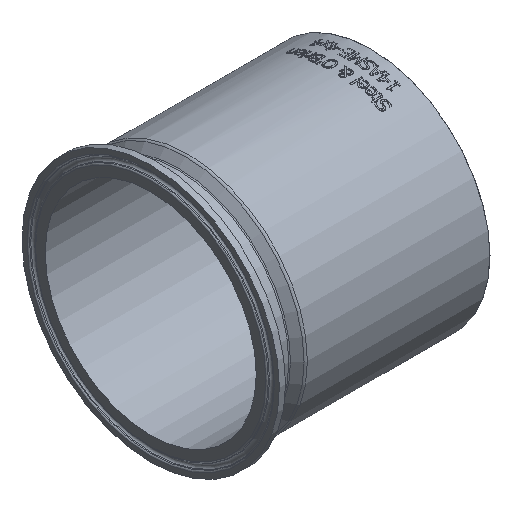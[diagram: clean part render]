
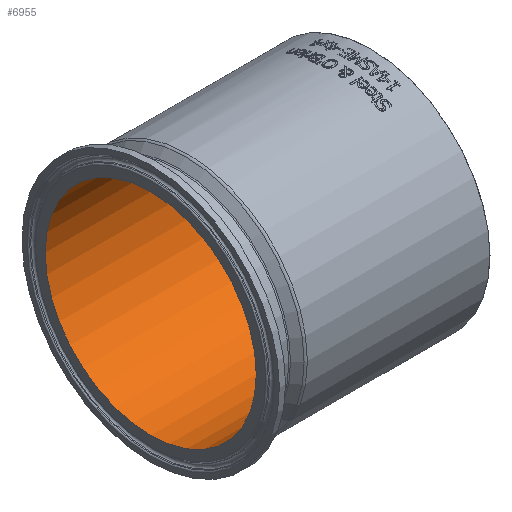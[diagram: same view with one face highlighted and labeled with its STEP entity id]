
A CAD part, isometric view. The second image highlights one B-rep face of the part: STEP entity #6955.
In plain terms, the highlighted cylindrical face has radius 48.768 mm (diameter 97.536 mm), a full revolution.
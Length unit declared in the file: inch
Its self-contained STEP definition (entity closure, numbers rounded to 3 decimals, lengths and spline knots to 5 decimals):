
#947=LINE('',#14988,#1423);
#1423=VECTOR('',#9044,1.92);
#1991=FACE_OUTER_BOUND('',#2409,.T.);
#2409=EDGE_LOOP('',(#6487,#6488,#6489,#6490,#6491,#6492,#6493));
#2597=CIRCLE('',#7449,1.92);
#2598=CIRCLE('',#7450,1.92);
#2633=CIRCLE('',#7497,1.92);
#2634=CIRCLE('',#7498,1.92);
#2638=CIRCLE('',#7502,1.92);
#3362=VERTEX_POINT('',#14886);
#3363=VERTEX_POINT('',#14887);
#3394=VERTEX_POINT('',#14971);
#3395=VERTEX_POINT('',#14972);
#3396=VERTEX_POINT('',#14974);
#4386=EDGE_CURVE('',#3362,#3363,#2597,.T.);
#4387=EDGE_CURVE('',#3363,#3362,#2598,.T.);
#4427=EDGE_CURVE('',#3394,#3395,#2633,.T.);
#4428=EDGE_CURVE('',#3395,#3396,#2634,.T.);
#4432=EDGE_CURVE('',#3396,#3394,#2638,.T.);
#4435=EDGE_CURVE('',#3395,#3363,#947,.T.);
#6487=ORIENTED_EDGE('',*,*,#4427,.F.);
#6488=ORIENTED_EDGE('',*,*,#4432,.F.);
#6489=ORIENTED_EDGE('',*,*,#4428,.F.);
#6490=ORIENTED_EDGE('',*,*,#4435,.T.);
#6491=ORIENTED_EDGE('',*,*,#4386,.F.);
#6492=ORIENTED_EDGE('',*,*,#4387,.F.);
#6493=ORIENTED_EDGE('',*,*,#4435,.F.);
#6553=CYLINDRICAL_SURFACE('',#7506,1.92);
#6955=ADVANCED_FACE('',(#1991),#6553,.F.);
#7449=AXIS2_PLACEMENT_3D('',#14888,#8923,#8924);
#7450=AXIS2_PLACEMENT_3D('',#14889,#8925,#8926);
#7497=AXIS2_PLACEMENT_3D('',#14973,#9024,#9025);
#7498=AXIS2_PLACEMENT_3D('',#14975,#9026,#9027);
#7502=AXIS2_PLACEMENT_3D('',#14981,#9034,#9035);
#7506=AXIS2_PLACEMENT_3D('',#14987,#9042,#9043);
#8923=DIRECTION('center_axis',(1.,0.,0.));
#8924=DIRECTION('ref_axis',(0.,1.,0.));
#8925=DIRECTION('center_axis',(1.,0.,0.));
#8926=DIRECTION('ref_axis',(0.,1.,0.));
#9024=DIRECTION('center_axis',(-1.,0.,0.));
#9025=DIRECTION('ref_axis',(0.,-1.,0.));
#9026=DIRECTION('center_axis',(-1.,0.,0.));
#9027=DIRECTION('ref_axis',(0.,-1.,0.));
#9034=DIRECTION('center_axis',(-1.,0.,0.));
#9035=DIRECTION('ref_axis',(0.,-1.,0.));
#9042=DIRECTION('center_axis',(1.,0.,0.));
#9043=DIRECTION('ref_axis',(0.,1.,0.));
#9044=DIRECTION('',(-1.,0.,0.));
#14886=CARTESIAN_POINT('',(0.,1.92,0.));
#14887=CARTESIAN_POINT('',(0.,-1.92,0.));
#14888=CARTESIAN_POINT('Origin',(0.,0.,
0.));
#14889=CARTESIAN_POINT('Origin',(0.,0.,
0.));
#14971=CARTESIAN_POINT('',(3.995,1.92,0.));
#14972=CARTESIAN_POINT('',(3.995,-1.92,0.));
#14973=CARTESIAN_POINT('Origin',(3.995,0.,0.));
#14974=CARTESIAN_POINT('',(3.995,0.,1.92));
#14975=CARTESIAN_POINT('Origin',(3.995,0.,0.));
#14981=CARTESIAN_POINT('Origin',(3.995,0.,0.));
#14987=CARTESIAN_POINT('Origin',(2.,0.,0.));
#14988=CARTESIAN_POINT('',(2.,-1.92,0.));
